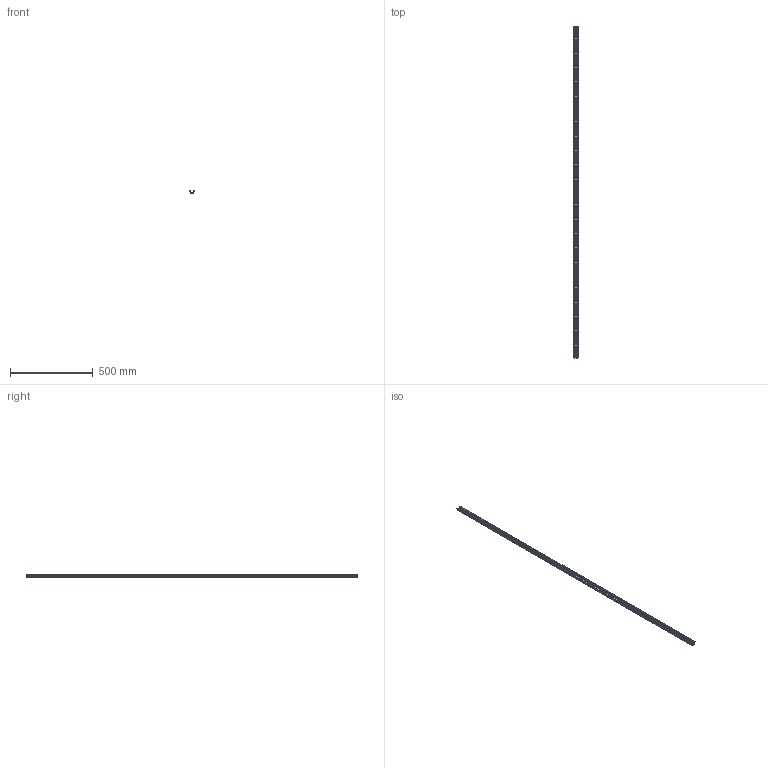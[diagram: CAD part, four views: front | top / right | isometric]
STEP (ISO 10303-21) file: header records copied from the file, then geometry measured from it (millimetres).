
FILE_DESCRIPTION(/* description */ ('Hutschiene mit Lochbild G01'),/* implementation_level */ '2;1');
FILE_NAME(/* name */ '2039.0_TS_35X15_2_3_GL.stp',/* time_stamp */ '2023-11-28T07:45:19+01:00',/* author */ ('Bettina.Cossmann'),/* organization */ (''),/* preprocessor_version */ 'ST-DEVELOPER v19.2',/* originating_system */ 'Autodesk Inventor 2023',/* authorisation */ '');
FILE_SCHEMA (('AUTOMOTIVE_DESIGN { 1 0 10303 214 3 1 1 }'));
Length unit declared in the file: millimetre
Products named in the file (1): 2039.0_TS_35X15_2_3_GL
Bounding box: 35 x 2000 x 15 mm (x, y, z)
Volume: 223159 mm3; surface area: 224835.4 mm2
Topology: 1 solids, 1 shells, 342 faces, 1020 edges, 680 vertices
Faces by surface type: plane 174, cylinder 168
Entity records: 11943 total; most frequent: CARTESIAN_POINT 2043, DIRECTION 2042, ORIENTED_EDGE 2040, EDGE_CURVE 1020, LINE 684, VECTOR 684, VERTEX_POINT 680, AXIS2_PLACEMENT_3D 679
